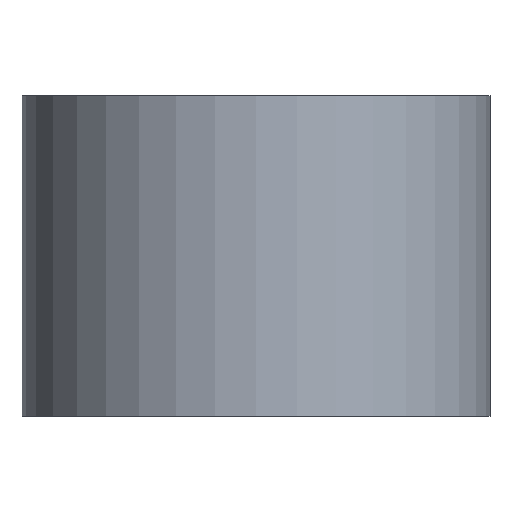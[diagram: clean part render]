
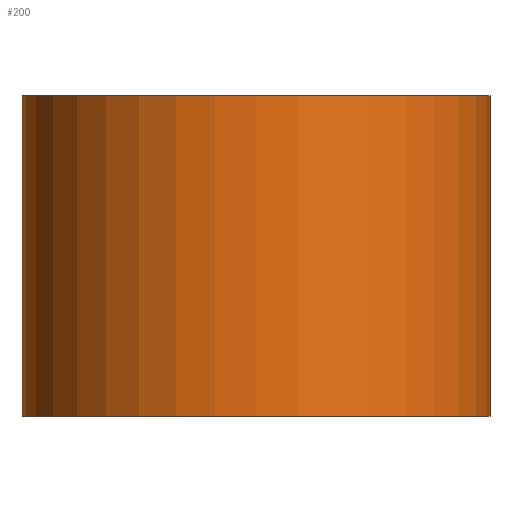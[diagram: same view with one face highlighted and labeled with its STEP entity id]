
A CAD part, front view. The second image highlights one B-rep face of the part: STEP entity #200.
In plain terms, the highlighted cylindrical face has radius 18.542 mm (diameter 37.084 mm), a partial arc.
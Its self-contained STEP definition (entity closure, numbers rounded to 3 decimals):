
#12 = VERTEX_POINT ( 'NONE', #906 ) ;
#37 = CARTESIAN_POINT ( 'NONE',  ( -2.364, 10.308, -18.453 ) ) ;
#86 = EDGE_CURVE ( 'NONE', #899, #12, #249, .T. ) ;
#91 = EDGE_LOOP ( 'NONE', ( #905, #767, #348, #304 ) ) ;
#123 = LINE ( 'NONE', #350, #554 ) ;
#153 = AXIS2_PLACEMENT_3D ( 'NONE', #437, #608, #970 ) ;
#181 = AXIS2_PLACEMENT_3D ( 'NONE', #37, #873, #193 ) ;
#193 = DIRECTION ( 'NONE',  ( 1., 0., 0. ) ) ;
#200 = ADVANCED_FACE ( 'NONE', ( #302 ), #603, .T. ) ;
#225 = VECTOR ( 'NONE', #621, 1000. ) ;
#249 = CIRCLE ( 'NONE', #833, 18.542 ) ;
#302 = FACE_OUTER_BOUND ( 'NONE', #91, .T. ) ;
#304 = ORIENTED_EDGE ( 'NONE', *, *, #984, .T. ) ;
#348 = ORIENTED_EDGE ( 'NONE', *, *, #801, .T. ) ;
#350 = CARTESIAN_POINT ( 'NONE',  ( 16.178, 10.308, 6.947 ) ) ;
#368 = DIRECTION ( 'NONE',  ( 1., 0., 0. ) ) ;
#437 = CARTESIAN_POINT ( 'NONE',  ( -2.364, 10.308, 6.947 ) ) ;
#508 = CIRCLE ( 'NONE', #181, 18.542 ) ;
#532 = LINE ( 'NONE', #902, #225 ) ;
#554 = VECTOR ( 'NONE', #646, 1000. ) ;
#560 = CARTESIAN_POINT ( 'NONE',  ( -20.906, 10.308, 6.947 ) ) ;
#603 = CYLINDRICAL_SURFACE ( 'NONE', #153, 18.542 ) ;
#608 = DIRECTION ( 'NONE',  ( 0., 0., -1. ) ) ;
#621 = DIRECTION ( 'NONE',  ( 0., 0., -1. ) ) ;
#646 = DIRECTION ( 'NONE',  ( 0., 0., -1. ) ) ;
#653 = EDGE_CURVE ( 'NONE', #12, #989, #123, .T. ) ;
#679 = DIRECTION ( 'NONE',  ( 0., 0., 1. ) ) ;
#767 = ORIENTED_EDGE ( 'NONE', *, *, #86, .F. ) ;
#801 = EDGE_CURVE ( 'NONE', #899, #983, #532, .T. ) ;
#833 = AXIS2_PLACEMENT_3D ( 'NONE', #914, #679, #368 ) ;
#873 = DIRECTION ( 'NONE',  ( 0., 0., 1. ) ) ;
#881 = CARTESIAN_POINT ( 'NONE',  ( 16.178, 10.308, -18.453 ) ) ;
#899 = VERTEX_POINT ( 'NONE', #560 ) ;
#902 = CARTESIAN_POINT ( 'NONE',  ( -20.906, 10.308, 6.947 ) ) ;
#905 = ORIENTED_EDGE ( 'NONE', *, *, #653, .F. ) ;
#906 = CARTESIAN_POINT ( 'NONE',  ( 16.178, 10.308, 6.947 ) ) ;
#914 = CARTESIAN_POINT ( 'NONE',  ( -2.364, 10.308, 6.947 ) ) ;
#951 = CARTESIAN_POINT ( 'NONE',  ( -20.906, 10.308, -18.453 ) ) ;
#970 = DIRECTION ( 'NONE',  ( -1., 0., 0. ) ) ;
#983 = VERTEX_POINT ( 'NONE', #951 ) ;
#984 = EDGE_CURVE ( 'NONE', #983, #989, #508, .T. ) ;
#989 = VERTEX_POINT ( 'NONE', #881 ) ;
